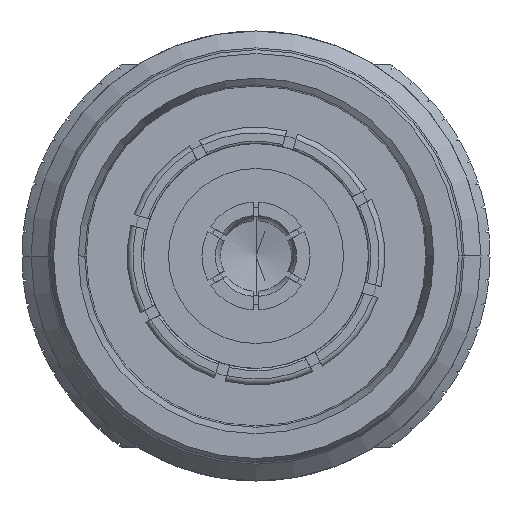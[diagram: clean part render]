
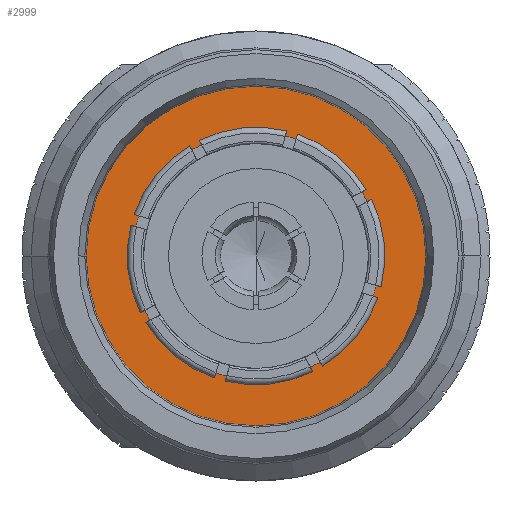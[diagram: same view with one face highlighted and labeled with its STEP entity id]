
A CAD part, left-side view. The second image highlights one B-rep face of the part: STEP entity #2999.
In plain terms, the highlighted planar face has unit normal (-1, 0, 0).
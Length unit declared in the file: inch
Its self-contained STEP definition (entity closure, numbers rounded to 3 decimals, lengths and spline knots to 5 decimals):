
#33 = DIRECTION ( 'NONE',  ( 0., 1., 0. ) ) ;
#970 = DIRECTION ( 'NONE',  ( 1., 0., 0. ) ) ;
#1151 = ORIENTED_EDGE ( 'NONE', *, *, #9672, .F. ) ;
#1339 = CIRCLE ( 'NONE', #8356, 0.29724 ) ;
#1509 = AXIS2_PLACEMENT_3D ( 'NONE', #7990, #970, #1782 ) ;
#1707 = CARTESIAN_POINT ( 'NONE',  ( 0.37402, -0.20781, -0.06086 ) ) ;
#1782 = DIRECTION ( 'NONE',  ( 0., -0.96, -0.281 ) ) ;
#1966 = ORIENTED_EDGE ( 'NONE', *, *, #7345, .F. ) ;
#2221 = AXIS2_PLACEMENT_3D ( 'NONE', #10431, #3563, #2676 ) ;
#2243 = CIRCLE ( 'NONE', #4792, 0.29724 ) ;
#2296 = FACE_OUTER_BOUND ( 'NONE', #10458, .T. ) ;
#2361 = AXIS2_PLACEMENT_3D ( 'NONE', #8003, #3640, #9650 ) ;
#2676 = DIRECTION ( 'NONE',  ( 0., -0.96, -0.281 ) ) ;
#2999 = ADVANCED_FACE ( 'NONE', ( #9638, #2296 ), #10416, .F. ) ;
#3563 = DIRECTION ( 'NONE',  ( 1., 0., 0. ) ) ;
#3640 = DIRECTION ( 'NONE',  ( 1., 0., 0. ) ) ;
#3793 = EDGE_LOOP ( 'NONE', ( #10767, #8469 ) ) ;
#4069 = CARTESIAN_POINT ( 'NONE',  ( 0.37402, 0.20781, 0.06086 ) ) ;
#4513 = CIRCLE ( 'NONE', #2361, 0.21654 ) ;
#4646 = VERTEX_POINT ( 'NONE', #4069 ) ;
#4792 = AXIS2_PLACEMENT_3D ( 'NONE', #8889, #10628, #5516 ) ;
#5094 = DIRECTION ( 'NONE',  ( 1., 0., 0. ) ) ;
#5516 = DIRECTION ( 'NONE',  ( 0., 1., 0. ) ) ;
#5606 = CARTESIAN_POINT ( 'NONE',  ( 0.37402, 0.29724, 0. ) ) ;
#6061 = EDGE_CURVE ( 'NONE', #4646, #9643, #6375, .T. ) ;
#6116 = EDGE_CURVE ( 'NONE', #9643, #4646, #4513, .T. ) ;
#6375 = CIRCLE ( 'NONE', #2221, 0.21654 ) ;
#6978 = VERTEX_POINT ( 'NONE', #9266 ) ;
#7345 = EDGE_CURVE ( 'NONE', #11017, #6978, #2243, .T. ) ;
#7990 = CARTESIAN_POINT ( 'NONE',  ( 0.37402, 0.07193, -0.24559 ) ) ;
#8003 = CARTESIAN_POINT ( 'NONE',  ( 0.37402, 0., 0. ) ) ;
#8356 = AXIS2_PLACEMENT_3D ( 'NONE', #10196, #5094, #33 ) ;
#8469 = ORIENTED_EDGE ( 'NONE', *, *, #6061, .T. ) ;
#8889 = CARTESIAN_POINT ( 'NONE',  ( 0.37402, 0., 0. ) ) ;
#9266 = CARTESIAN_POINT ( 'NONE',  ( 0.37402, -0.29724, 0. ) ) ;
#9638 = FACE_BOUND ( 'NONE', #3793, .T. ) ;
#9643 = VERTEX_POINT ( 'NONE', #1707 ) ;
#9650 = DIRECTION ( 'NONE',  ( 0., -0.96, -0.281 ) ) ;
#9672 = EDGE_CURVE ( 'NONE', #6978, #11017, #1339, .T. ) ;
#10196 = CARTESIAN_POINT ( 'NONE',  ( 0.37402, 0., 0. ) ) ;
#10416 = PLANE ( 'NONE',  #1509 ) ;
#10431 = CARTESIAN_POINT ( 'NONE',  ( 0.37402, 0., 0. ) ) ;
#10458 = EDGE_LOOP ( 'NONE', ( #1966, #1151 ) ) ;
#10628 = DIRECTION ( 'NONE',  ( 1., 0., 0. ) ) ;
#10767 = ORIENTED_EDGE ( 'NONE', *, *, #6116, .T. ) ;
#11017 = VERTEX_POINT ( 'NONE', #5606 ) ;
